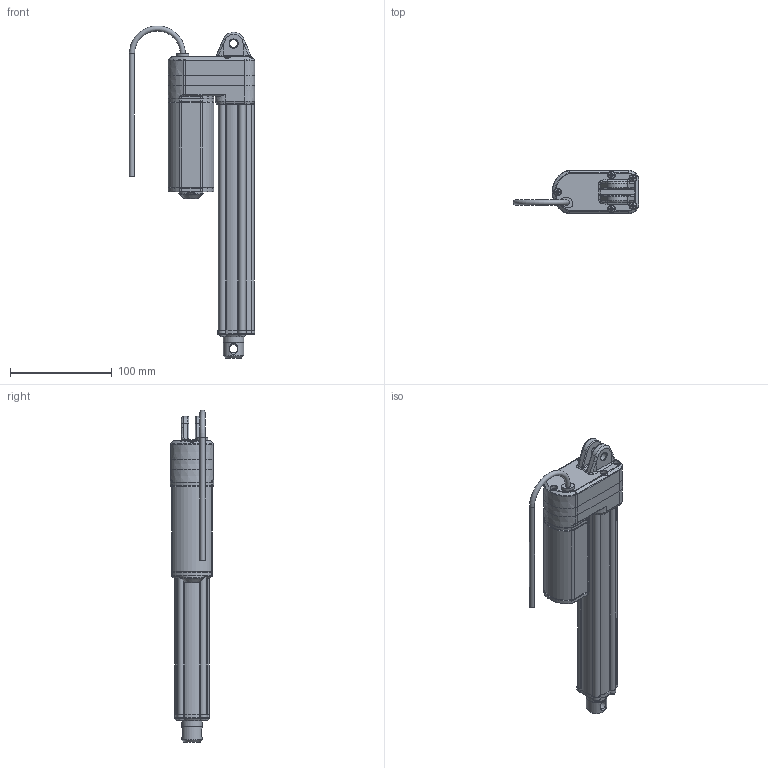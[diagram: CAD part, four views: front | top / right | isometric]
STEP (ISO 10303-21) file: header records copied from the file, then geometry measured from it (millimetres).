
FILE_DESCRIPTION (( 'STEP AP203' ), '1' );
FILE_NAME ('ｲ｣ｫ~､Tｺ釞ﾒｫｬｹﾏ-TA16｡]ｼﾐｷﾇ｡^-A.STEP', '2017-05-11T06:56:50', ( 'Phil Lee' ), ( 'Toshiba' ), 'SwSTEP 2.0', 'SolidWorks 2015', '' );
FILE_SCHEMA (( 'CONFIG_CONTROL_DESIGN' ));
Length unit declared in the file: millimetre
Products named in the file (1): 產品三維模型圖-TA16（標準）-A
Bounding box: 123.1 x 43.04 x 326.21 mm (x, y, z)
Volume: 475799.6 mm3; surface area: 80229.4 mm2
Topology: 1 solids, 8 shells, 635 faces, 1519 edges, 910 vertices
Faces by surface type: plane 248, cylinder 133, cone 94, torus 82, bspline 78
Full cylindrical faces by diameter (mm): 4.2 x5, 5 x1, 6.6 x4, 6.8 x5, 7 x5, 7.5 x2, 8 x3, 15 x1, 20 x3, 24 x1
Entity records: 20756 total; most frequent: CARTESIAN_POINT 7011, ORIENTED_EDGE 2852, DIRECTION 2782, EDGE_CURVE 1426, AXIS2_PLACEMENT_3D 1088, VERTEX_POINT 879, EDGE_LOOP 715, FACE_OUTER_BOUND 684
